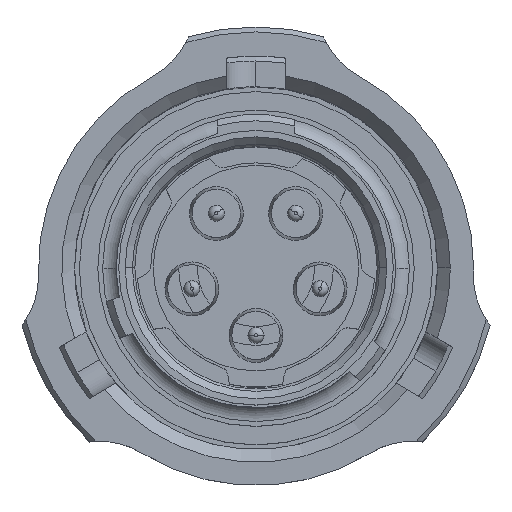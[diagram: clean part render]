
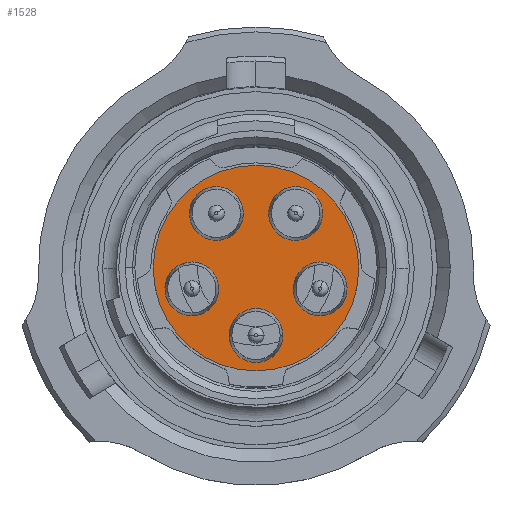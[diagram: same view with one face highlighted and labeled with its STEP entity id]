
A CAD part, top view. The second image highlights one B-rep face of the part: STEP entity #1528.
In plain terms, the highlighted planar face has unit normal (0, 0, 1).
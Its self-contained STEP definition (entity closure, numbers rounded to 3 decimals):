
#334 = EDGE_CURVE ( 'NONE', #1080, #1346, #3972, .T. ) ;
#1080 = VERTEX_POINT ( 'NONE', #15849 ) ;
#1083 = VERTEX_POINT ( 'NONE', #15876 ) ;
#1097 = VERTEX_POINT ( 'NONE', #15739 ) ;
#1098 = EDGE_CURVE ( 'NONE', #1432, #1097, #15740, .T. ) ;
#1113 = VERTEX_POINT ( 'NONE', #15722 ) ;
#1152 = EDGE_CURVE ( 'NONE', #1175, #1113, #15769, .T. ) ;
#1175 = VERTEX_POINT ( 'NONE', #15945 ) ;
#1342 = EDGE_CURVE ( 'NONE', #1403, #1401, #16605, .T. ) ;
#1346 = VERTEX_POINT ( 'NONE', #16607 ) ;
#1385 = EDGE_CURVE ( 'NONE', #1083, #1518, #16713, .T. ) ;
#1386 = EDGE_LOOP ( 'NONE', ( #1530, #1529 ) ) ;
#1389 = EDGE_LOOP ( 'NONE', ( #1602, #1741 ) ) ;
#1391 = ORIENTED_EDGE ( 'NONE', *, *, #1152, .F. ) ;
#1392 = EDGE_CURVE ( 'NONE', #1097, #1432, #16715, .T. ) ;
#1394 = ORIENTED_EDGE ( 'NONE', *, *, #1098, .F. ) ;
#1395 = EDGE_CURVE ( 'NONE', #1113, #1175, #16623, .T. ) ;
#1401 = VERTEX_POINT ( 'NONE', #16719 ) ;
#1403 = VERTEX_POINT ( 'NONE', #16618 ) ;
#1432 = VERTEX_POINT ( 'NONE', #16741 ) ;
#1439 = EDGE_CURVE ( 'NONE', #1508, #1506, #16729, .T. ) ;
#1506 = VERTEX_POINT ( 'NONE', #17079 ) ;
#1508 = VERTEX_POINT ( 'NONE', #17071 ) ;
#1518 = VERTEX_POINT ( 'NONE', #17127 ) ;
#1520 = EDGE_CURVE ( 'NONE', #1518, #1083, #17129, .T. ) ;
#1528 = ADVANCED_FACE ( 'NONE', ( #17123, #16968, #16966, #16965, #16959, #16958 ), #17065, .T. ) ;
#1529 = ORIENTED_EDGE ( 'NONE', *, *, #1520, .F. ) ;
#1530 = ORIENTED_EDGE ( 'NONE', *, *, #1385, .F. ) ;
#1531 = EDGE_LOOP ( 'NONE', ( #1606, #1738 ) ) ;
#1602 = ORIENTED_EDGE ( 'NONE', *, *, #1740, .F. ) ;
#1603 = EDGE_CURVE ( 'NONE', #1401, #1403, #17153, .T. ) ;
#1604 = ORIENTED_EDGE ( 'NONE', *, *, #1392, .F. ) ;
#1606 = ORIENTED_EDGE ( 'NONE', *, *, #1342, .T. ) ;
#1607 = EDGE_LOOP ( 'NONE', ( #1604, #1394 ) ) ;
#1627 = EDGE_LOOP ( 'NONE', ( #1628, #1629 ) ) ;
#1628 = ORIENTED_EDGE ( 'NONE', *, *, #1793, .F. ) ;
#1629 = ORIENTED_EDGE ( 'NONE', *, *, #334, .F. ) ;
#1630 = EDGE_LOOP ( 'NONE', ( #1789, #1391 ) ) ;
#1738 = ORIENTED_EDGE ( 'NONE', *, *, #1603, .T. ) ;
#1740 = EDGE_CURVE ( 'NONE', #1506, #1508, #17626, .T. ) ;
#1741 = ORIENTED_EDGE ( 'NONE', *, *, #1439, .F. ) ;
#1789 = ORIENTED_EDGE ( 'NONE', *, *, #1395, .F. ) ;
#1793 = EDGE_CURVE ( 'NONE', #1346, #1080, #17997, .T. ) ;
#3969 = DIRECTION ( 'NONE',  ( 1., 0., 0. ) ) ;
#3970 = DIRECTION ( 'NONE',  ( 0., 0., 1. ) ) ;
#3971 = AXIS2_PLACEMENT_3D ( 'NONE', #4045, #3970, #3969 ) ;
#3972 = CIRCLE ( 'NONE', #3971, 0.838 ) ;
#4045 = CARTESIAN_POINT ( 'NONE',  ( 0., -2.1, -5.295 ) ) ;
#15722 = CARTESIAN_POINT ( 'NONE',  ( -2.256, 0.148, -5.295 ) ) ;
#15730 = DIRECTION ( 'NONE',  ( -0.809, 0.588, 0. ) ) ;
#15731 = DIRECTION ( 'NONE',  ( 0., 0., 1. ) ) ;
#15738 = CARTESIAN_POINT ( 'NONE',  ( 1.234, 1.699, -5.295 ) ) ;
#15739 = CARTESIAN_POINT ( 'NONE',  ( 1.912, 1.206, -5.295 ) ) ;
#15740 = CIRCLE ( 'NONE', #15742, 0.838 ) ;
#15742 = AXIS2_PLACEMENT_3D ( 'NONE', #15738, #15731, #15730 ) ;
#15756 = DIRECTION ( 'NONE',  ( 0.309, -0.951, 0. ) ) ;
#15757 = DIRECTION ( 'NONE',  ( 0., 0., 1. ) ) ;
#15764 = AXIS2_PLACEMENT_3D ( 'NONE', #15765, #15757, #15756 ) ;
#15765 = CARTESIAN_POINT ( 'NONE',  ( -1.997, -0.649, -5.295 ) ) ;
#15769 = CIRCLE ( 'NONE', #15764, 0.838 ) ;
#15849 = CARTESIAN_POINT ( 'NONE',  ( 0.838, -2.1, -5.295 ) ) ;
#15876 = CARTESIAN_POINT ( 'NONE',  ( -0.556, 2.192, -5.295 ) ) ;
#15945 = CARTESIAN_POINT ( 'NONE',  ( -1.738, -1.446, -5.295 ) ) ;
#16516 = CARTESIAN_POINT ( 'NONE',  ( -1.234, 1.699, -5.295 ) ) ;
#16518 = CARTESIAN_POINT ( 'NONE',  ( 0., 0., -5.295 ) ) ;
#16602 = DIRECTION ( 'NONE',  ( 1., 0., 0. ) ) ;
#16603 = DIRECTION ( 'NONE',  ( 0., 0., 1. ) ) ;
#16604 = AXIS2_PLACEMENT_3D ( 'NONE', #16518, #16603, #16602 ) ;
#16605 = CIRCLE ( 'NONE', #16604, 3.2 ) ;
#16607 = CARTESIAN_POINT ( 'NONE',  ( -0.838, -2.1, -5.295 ) ) ;
#16614 = DIRECTION ( 'NONE',  ( 0.309, -0.951, 0. ) ) ;
#16615 = DIRECTION ( 'NONE',  ( 0., 0., 1. ) ) ;
#16616 = CARTESIAN_POINT ( 'NONE',  ( -1.997, -0.649, -5.295 ) ) ;
#16617 = AXIS2_PLACEMENT_3D ( 'NONE', #16616, #16615, #16614 ) ;
#16618 = CARTESIAN_POINT ( 'NONE',  ( 3.2, 0., -5.295 ) ) ;
#16619 = DIRECTION ( 'NONE',  ( -0.809, 0.588, 0. ) ) ;
#16620 = DIRECTION ( 'NONE',  ( 0., 0., 1. ) ) ;
#16621 = AXIS2_PLACEMENT_3D ( 'NONE', #16692, #16620, #16619 ) ;
#16623 = CIRCLE ( 'NONE', #16617, 0.838 ) ;
#16692 = CARTESIAN_POINT ( 'NONE',  ( 1.234, 1.699, -5.295 ) ) ;
#16701 = DIRECTION ( 'NONE',  ( -0.809, -0.588, 0. ) ) ;
#16702 = DIRECTION ( 'NONE',  ( 0., 0., 1. ) ) ;
#16712 = AXIS2_PLACEMENT_3D ( 'NONE', #16516, #16702, #16701 ) ;
#16713 = CIRCLE ( 'NONE', #16712, 0.838 ) ;
#16715 = CIRCLE ( 'NONE', #16621, 0.838 ) ;
#16719 = CARTESIAN_POINT ( 'NONE',  ( -3.2, 0., -5.295 ) ) ;
#16729 = CIRCLE ( 'NONE', #16869, 0.838 ) ;
#16741 = CARTESIAN_POINT ( 'NONE',  ( 0.556, 2.192, -5.295 ) ) ;
#16781 = DIRECTION ( 'NONE',  ( 0.309, 0.951, 0. ) ) ;
#16782 = DIRECTION ( 'NONE',  ( 0., 0., 1. ) ) ;
#16783 = CARTESIAN_POINT ( 'NONE',  ( 1.997, -0.649, -5.295 ) ) ;
#16869 = AXIS2_PLACEMENT_3D ( 'NONE', #16783, #16782, #16781 ) ;
#16958 = FACE_BOUND ( 'NONE', #1630, .T. ) ;
#16959 = FACE_BOUND ( 'NONE', #1607, .T. ) ;
#16965 = FACE_BOUND ( 'NONE', #1627, .T. ) ;
#16966 = FACE_OUTER_BOUND ( 'NONE', #1531, .T. ) ;
#16967 = AXIS2_PLACEMENT_3D ( 'NONE', #17021, #17020, #17019 ) ;
#16968 = FACE_BOUND ( 'NONE', #1389, .T. ) ;
#17019 = DIRECTION ( 'NONE',  ( 1., 0., 0. ) ) ;
#17020 = DIRECTION ( 'NONE',  ( 0., 0., 1. ) ) ;
#17021 = CARTESIAN_POINT ( 'NONE',  ( 0., 0., -5.295 ) ) ;
#17065 = PLANE ( 'NONE',  #16967 ) ;
#17071 = CARTESIAN_POINT ( 'NONE',  ( 2.256, 0.148, -5.295 ) ) ;
#17079 = CARTESIAN_POINT ( 'NONE',  ( 1.738, -1.446, -5.295 ) ) ;
#17117 = DIRECTION ( 'NONE',  ( -0.809, -0.588, 0. ) ) ;
#17118 = DIRECTION ( 'NONE',  ( 0., 0., 1. ) ) ;
#17119 = CARTESIAN_POINT ( 'NONE',  ( -1.234, 1.699, -5.295 ) ) ;
#17120 = AXIS2_PLACEMENT_3D ( 'NONE', #17119, #17118, #17117 ) ;
#17123 = FACE_BOUND ( 'NONE', #1386, .T. ) ;
#17127 = CARTESIAN_POINT ( 'NONE',  ( -1.912, 1.206, -5.295 ) ) ;
#17129 = CIRCLE ( 'NONE', #17120, 0.838 ) ;
#17153 = CIRCLE ( 'NONE', #17338, 3.2 ) ;
#17335 = DIRECTION ( 'NONE',  ( 1., 0., 0. ) ) ;
#17336 = DIRECTION ( 'NONE',  ( 0., 0., 1. ) ) ;
#17337 = CARTESIAN_POINT ( 'NONE',  ( 0., 0., -5.295 ) ) ;
#17338 = AXIS2_PLACEMENT_3D ( 'NONE', #17337, #17336, #17335 ) ;
#17622 = AXIS2_PLACEMENT_3D ( 'NONE', #17757, #17756, #17752 ) ;
#17626 = CIRCLE ( 'NONE', #17622, 0.838 ) ;
#17752 = DIRECTION ( 'NONE',  ( 0.309, 0.951, 0. ) ) ;
#17756 = DIRECTION ( 'NONE',  ( 0., 0., 1. ) ) ;
#17757 = CARTESIAN_POINT ( 'NONE',  ( 1.997, -0.649, -5.295 ) ) ;
#17935 = DIRECTION ( 'NONE',  ( 1., 0., 0. ) ) ;
#17936 = DIRECTION ( 'NONE',  ( 0., 0., 1. ) ) ;
#17997 = CIRCLE ( 'NONE', #18054, 0.838 ) ;
#18023 = CARTESIAN_POINT ( 'NONE',  ( 0., -2.1, -5.295 ) ) ;
#18054 = AXIS2_PLACEMENT_3D ( 'NONE', #18023, #17936, #17935 ) ;
